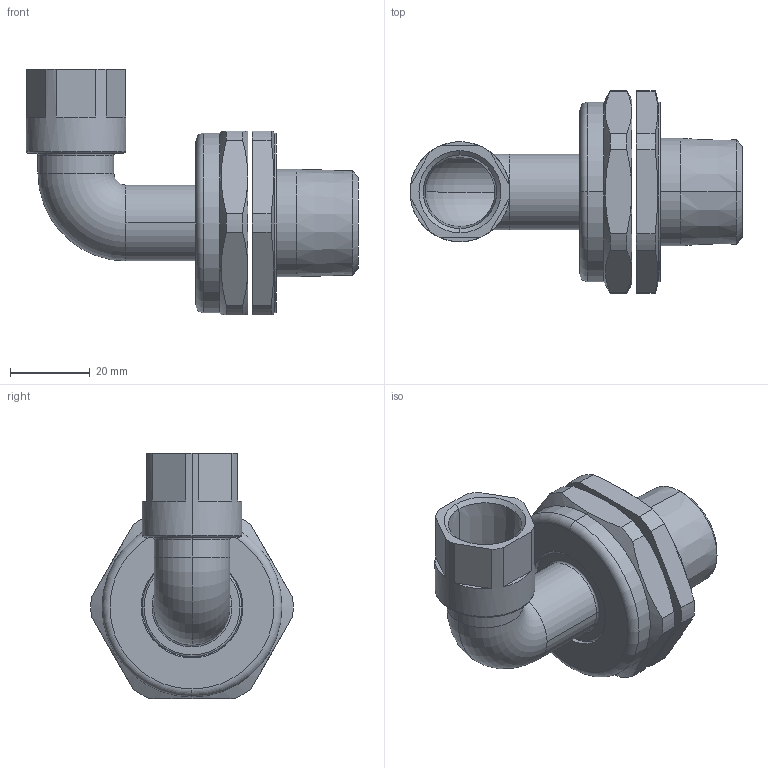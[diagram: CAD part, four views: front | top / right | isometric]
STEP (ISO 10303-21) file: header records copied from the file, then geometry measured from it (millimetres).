
FILE_DESCRIPTION (( 'STEP AP203' ), '1' );
FILE_NAME ('789DT2T1.STEP', '2020-01-30T15:54:45', ( '' ), ( '' ), 'SwSTEP 2.0', 'SolidWorks 2017', '' );
FILE_SCHEMA (( 'CONFIG_CONTROL_DESIGN' ));
Length unit declared in the file: millimetre
Products named in the file (1): 789DT2T1
Bounding box: 83.02 x 50.58 x 61.5 mm (x, y, z)
Surface area: 15195.9 mm2 (no closed solid volume)
Topology: 0 solids, 3 shells, 94 faces, 232 edges, 146 vertices
Faces by surface type: plane 32, cylinder 30, cone 20, torus 12
Entity records: 3013 total; most frequent: CARTESIAN_POINT 665, DIRECTION 512, ORIENTED_EDGE 452, EDGE_CURVE 232, AXIS2_PLACEMENT_3D 213, VERTEX_POINT 146, CIRCLE 118, EDGE_LOOP 102
